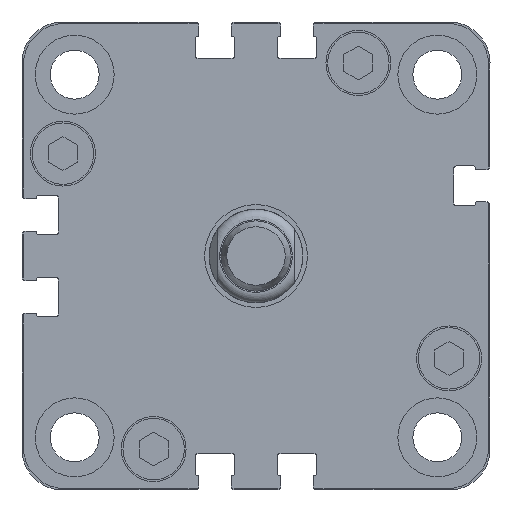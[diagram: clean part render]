
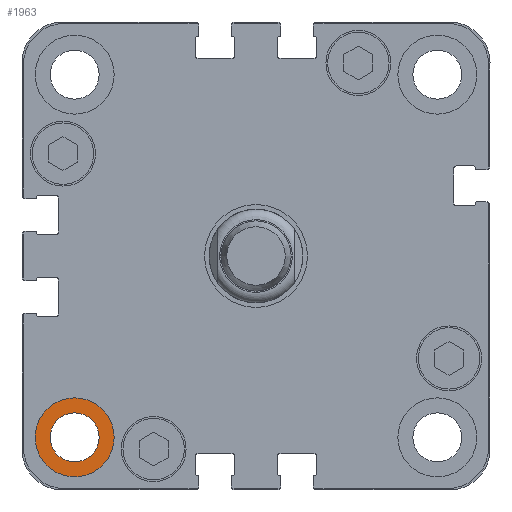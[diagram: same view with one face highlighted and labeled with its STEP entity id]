
A CAD part, front view. The second image highlights one B-rep face of the part: STEP entity #1963.
In plain terms, the highlighted planar face has unit normal (0, -1, 0).
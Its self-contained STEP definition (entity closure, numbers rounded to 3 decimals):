
#1936=CARTESIAN_POINT('',(-31.,-216.5,-31.0));
#1937=DIRECTION('',(0.0,1.0,0.0));
#1938=DIRECTION('',(1.0,0.0,0.0));
#1939=AXIS2_PLACEMENT_3D('',#1936,#1937,#1938);
#1940=PLANE('',#1939);
#1941=CARTESIAN_POINT('',(-24.25,-216.5,-31.));
#1942=VERTEX_POINT('',#1941);
#1943=CARTESIAN_POINT('',(-31.,-216.5,-31.0));
#1944=DIRECTION('',(0.0,1.0,0.0));
#1945=DIRECTION('',(1.0,0.0,0.0));
#1946=AXIS2_PLACEMENT_3D('',#1943,#1944,#1945);
#1947=CIRCLE('',#1946,6.75);
#1948=EDGE_CURVE('',#1942,#1942,#1947,.T.);
#1949=ORIENTED_EDGE('',*,*,#1948,.F.);
#1950=EDGE_LOOP('',(#1949));
#1951=FACE_OUTER_BOUND('',#1950,.T.);
#1952=CARTESIAN_POINT('',(-35.188,-216.5,-31.));
#1953=VERTEX_POINT('',#1952);
#1954=CARTESIAN_POINT('',(-31.,-216.5,-31.0));
#1955=DIRECTION('',(0.0,-1.0,0.0));
#1956=DIRECTION('',(1.0,0.0,0.0));
#1957=AXIS2_PLACEMENT_3D('',#1954,#1955,#1956);
#1958=CIRCLE('',#1957,4.188);
#1959=EDGE_CURVE('',#1953,#1953,#1958,.T.);
#1960=ORIENTED_EDGE('',*,*,#1959,.F.);
#1961=EDGE_LOOP('',(#1960));
#1962=FACE_BOUND('',#1961,.T.);
#1963=ADVANCED_FACE('',(#1951,#1962),#1940,.F.);
